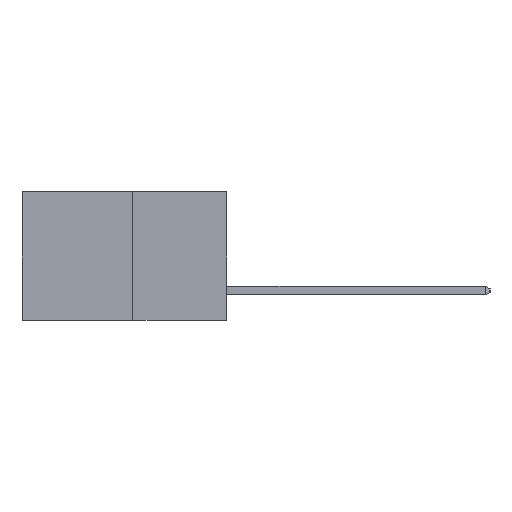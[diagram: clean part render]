
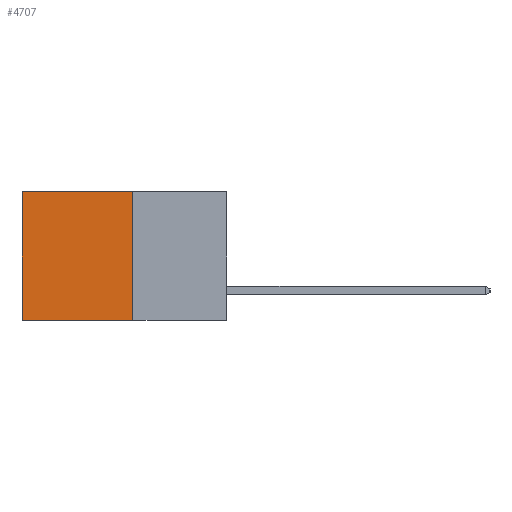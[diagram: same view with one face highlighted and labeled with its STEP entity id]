
A CAD part, left-side view. The second image highlights one B-rep face of the part: STEP entity #4707.
In plain terms, the highlighted planar face has unit normal (-1, 0, 0).
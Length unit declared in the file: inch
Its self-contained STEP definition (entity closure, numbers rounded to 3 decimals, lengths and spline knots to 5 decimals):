
#944 = VECTOR ( 'NONE', #1816, 39.37008 ) ;
#994 = VECTOR ( 'NONE', #11592, 39.37008 ) ;
#1700 = CARTESIAN_POINT ( 'NONE',  ( 0.277, 0.27, -0.37 ) ) ;
#1756 = ORIENTED_EDGE ( 'NONE', *, *, #8320, .T. ) ;
#1772 = ORIENTED_EDGE ( 'NONE', *, *, #3128, .F. ) ;
#1812 = ORIENTED_EDGE ( 'NONE', *, *, #3565, .F. ) ;
#1816 = DIRECTION ( 'NONE',  ( 0., 0., -1. ) ) ;
#1837 = ORIENTED_EDGE ( 'NONE', *, *, #5167, .T. ) ;
#2102 = PLANE ( 'NONE',  #12988 ) ;
#2893 = EDGE_LOOP ( 'NONE', ( #1756, #1772, #1812, #1837 ) ) ;
#3128 = EDGE_CURVE ( 'NONE', #3389, #8981, #5122, .T. ) ;
#3166 = CARTESIAN_POINT ( 'NONE',  ( 0.277, 0.27, -0.37 ) ) ;
#3389 = VERTEX_POINT ( 'NONE', #4580 ) ;
#3565 = EDGE_CURVE ( 'NONE', #5104, #3389, #9395, .T. ) ;
#4580 = CARTESIAN_POINT ( 'NONE',  ( 0.277, 0.27, -0.37 ) ) ;
#4707 = ADVANCED_FACE ( 'NONE', ( #6938 ), #2102, .F. ) ;
#5104 = VERTEX_POINT ( 'NONE', #7592 ) ;
#5122 = LINE ( 'NONE', #9729, #12946 ) ;
#5167 = EDGE_CURVE ( 'NONE', #5104, #9976, #6596, .T. ) ;
#6062 = CARTESIAN_POINT ( 'NONE',  ( 0.277, 0.59, 0. ) ) ;
#6596 = LINE ( 'NONE', #11134, #9682 ) ;
#6938 = FACE_OUTER_BOUND ( 'NONE', #2893, .T. ) ;
#7559 = CARTESIAN_POINT ( 'NONE',  ( 0.277, 0.59, -0.37 ) ) ;
#7592 = CARTESIAN_POINT ( 'NONE',  ( 0.277, 0.27, 0. ) ) ;
#8320 = EDGE_CURVE ( 'NONE', #9976, #8981, #9430, .T. ) ;
#8371 = DIRECTION ( 'NONE',  ( 0., 0., -1. ) ) ;
#8944 = DIRECTION ( 'NONE',  ( 1., 0., 0. ) ) ;
#8981 = VERTEX_POINT ( 'NONE', #7559 ) ;
#9395 = LINE ( 'NONE', #1700, #944 ) ;
#9430 = LINE ( 'NONE', #12601, #994 ) ;
#9682 = VECTOR ( 'NONE', #11209, 39.37008 ) ;
#9729 = CARTESIAN_POINT ( 'NONE',  ( 0.277, 0.27, -0.37 ) ) ;
#9770 = DIRECTION ( 'NONE',  ( 0., 1., 0. ) ) ;
#9976 = VERTEX_POINT ( 'NONE', #6062 ) ;
#11134 = CARTESIAN_POINT ( 'NONE',  ( 0.277, 0.27, 0. ) ) ;
#11209 = DIRECTION ( 'NONE',  ( 0., 1., 0. ) ) ;
#11592 = DIRECTION ( 'NONE',  ( 0., 0., -1. ) ) ;
#12601 = CARTESIAN_POINT ( 'NONE',  ( 0.277, 0.59, -0.37 ) ) ;
#12946 = VECTOR ( 'NONE', #9770, 39.37008 ) ;
#12988 = AXIS2_PLACEMENT_3D ( 'NONE', #3166, #8944, #8371 ) ;
